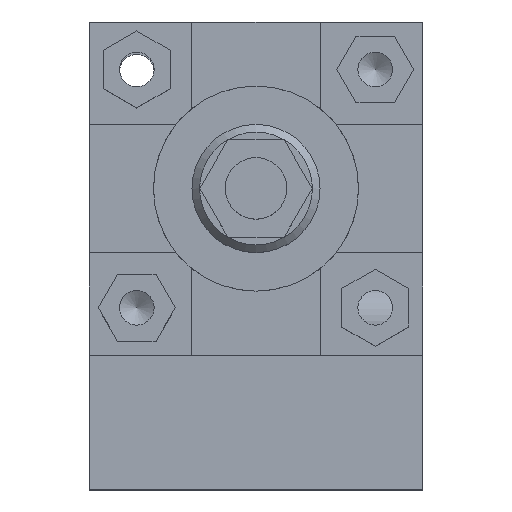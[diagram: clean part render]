
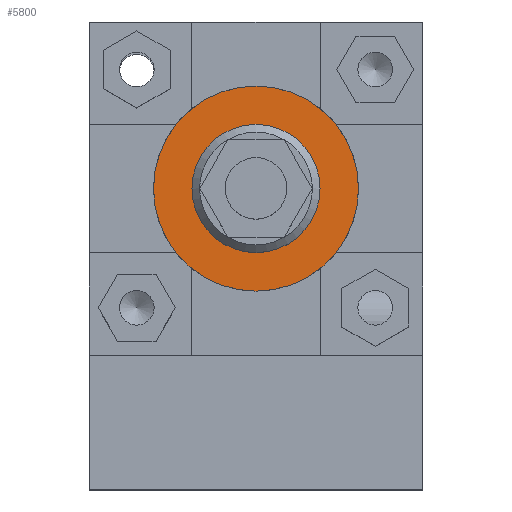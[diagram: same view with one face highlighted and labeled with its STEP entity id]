
A CAD part, top view. The second image highlights one B-rep face of the part: STEP entity #5800.
In plain terms, the highlighted planar face has unit normal (0, 0, 1).
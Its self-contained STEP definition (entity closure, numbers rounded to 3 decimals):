
#66=FACE_BOUND('',#1050,.T.);
#407=PLANE('',#6252);
#707=FACE_OUTER_BOUND('',#1049,.T.);
#1049=EDGE_LOOP('',(#5186));
#1050=EDGE_LOOP('',(#5187));
#2547=CIRCLE('',#6156,12.5);
#2577=CIRCLE('',#6251,20.);
#2905=VERTEX_POINT('',#8821);
#3019=VERTEX_POINT('',#9170);
#3597=EDGE_CURVE('',#2905,#2905,#2547,.T.);
#3766=EDGE_CURVE('',#3019,#3019,#2577,.T.);
#5186=ORIENTED_EDGE('',*,*,#3766,.F.);
#5187=ORIENTED_EDGE('',*,*,#3597,.T.);
#5800=ADVANCED_FACE('',(#707,#66),#407,.F.);
#6156=AXIS2_PLACEMENT_3D('',#8823,#7241,#7242);
#6251=AXIS2_PLACEMENT_3D('',#9171,#7570,#7571);
#6252=AXIS2_PLACEMENT_3D('',#9173,#7573,#7574);
#7241=DIRECTION('center_axis',(0.,0.,-1.));
#7242=DIRECTION('ref_axis',(-1.,0.,0.));
#7570=DIRECTION('center_axis',(0.,0.,-1.));
#7571=DIRECTION('ref_axis',(-1.,0.,0.));
#7573=DIRECTION('center_axis',(0.,0.,-1.));
#7574=DIRECTION('ref_axis',(-1.,0.,0.));
#8821=CARTESIAN_POINT('',(12.5,0.,70.75));
#8823=CARTESIAN_POINT('Origin',(0.,0.,
70.75));
#9170=CARTESIAN_POINT('',(20.,0.,70.75));
#9171=CARTESIAN_POINT('Origin',(0.,0.,70.75));
#9173=CARTESIAN_POINT('Origin',(0.,0.,70.75));
